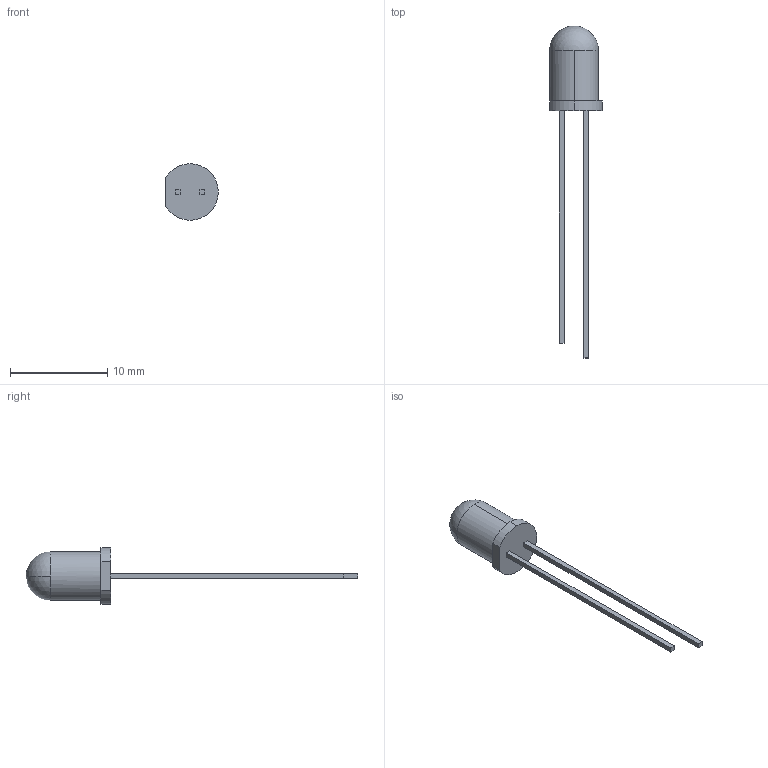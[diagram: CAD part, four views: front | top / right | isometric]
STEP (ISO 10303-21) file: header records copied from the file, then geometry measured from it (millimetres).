
FILE_DESCRIPTION (( 'STEP AP214' ), '1' );
FILE_NAME ('OVLFR3C7.STEP', '2025-11-22T23:18:02', ( '' ), ( '' ), 'SwSTEP 2.0', 'SolidWorks 2021', '' );
FILE_SCHEMA (( 'AUTOMOTIVE_DESIGN' ));
Length unit declared in the file: millimetre
Products named in the file (1): OVLFR3C7
Bounding box: 5.4 x 34.1 x 5.8 mm (x, y, z)
Volume: 173.3 mm3; surface area: 272.3 mm2
Topology: 3 solids, 3 shells, 24 faces, 54 edges, 35 vertices
Faces by surface type: plane 17, cylinder 5, sphere 2
Entity records: 712 total; most frequent: DIRECTION 118, CARTESIAN_POINT 112, ORIENTED_EDGE 104, EDGE_CURVE 52, AXIS2_PLACEMENT_3D 41, LINE 36, VECTOR 36, VERTEX_POINT 35
